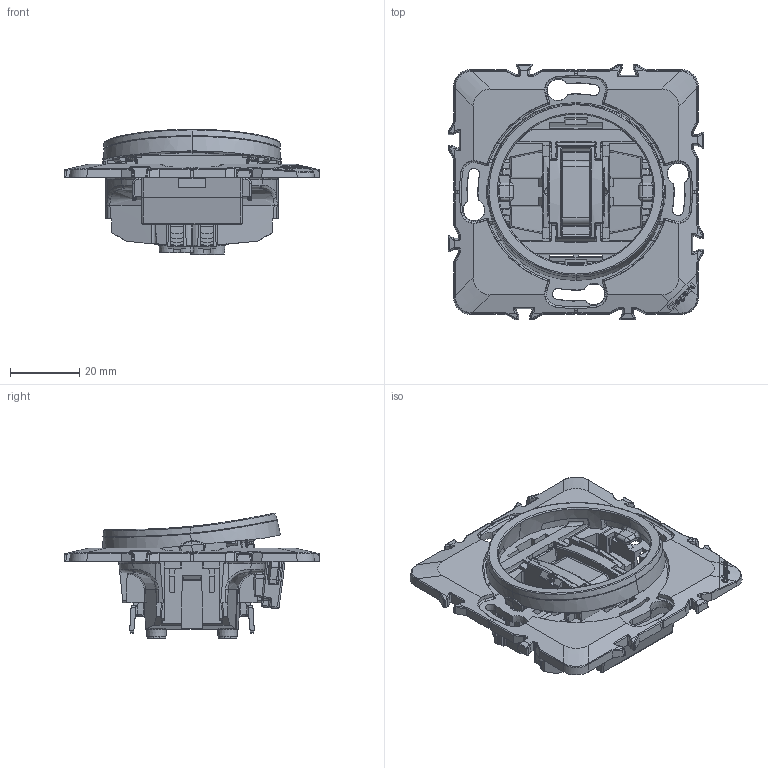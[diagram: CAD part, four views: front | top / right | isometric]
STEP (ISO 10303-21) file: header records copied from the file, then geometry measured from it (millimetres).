
FILE_DESCRIPTION(('CATIA V5 STEP Exchange','CAx-IF Rec.Pracs.--- Model Styling and Organization---1.5--- 2016-08-15','CAx-IF Rec.Pracs.---Supplemental Geometry---1.0---2011-11-01','CAx-IF Rec.Pracs.--- Composite Materials ---1.1---2010-07-15'),'2;1');
FILE_NAME('CM1006_simplifier.stp','2024-03-25T07:20:05+00:00',('none'),('none'),'CATIA Version 5-6 Release 2020 SP5','CATIA V5 STEP AP214 v2','none');
FILE_SCHEMA(('AUTOMOTIVE_DESIGN { 1 0 10303 214 1 1 1 1 }'));
Products named in the file (1): CM1006 _simplifier
Bounding box: 74.1 x 74.1 x 36.32 mm (x, y, z)
Volume: 31824.1 mm3; surface area: 37995.6 mm2
Topology: 24 solids, 24 shells, 6820 faces, 19044 edges, 12154 vertices
Faces by surface type: plane 4205, cylinder 1330, bspline 724, cone 263, sphere 144, torus 87, extrusion 59, revolution 8
Entity records: 255581 total; most frequent: CARTESIAN_POINT 99906, ORIENTED_EDGE 37798, DIRECTION 23150, EDGE_CURVE 18899, VERTEX_POINT 12154, VECTOR 11335, LINE 11276, EDGE_LOOP 6929
